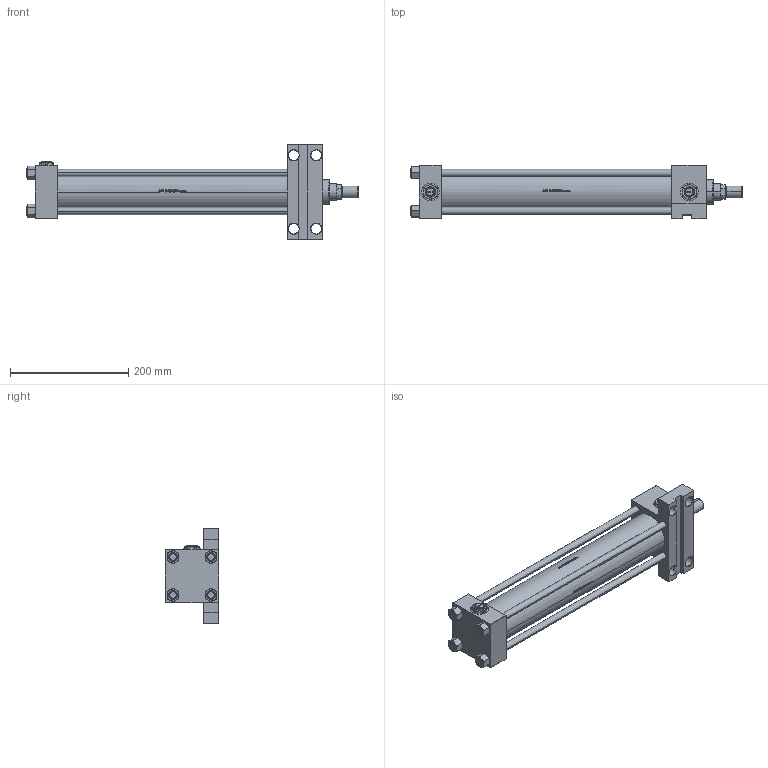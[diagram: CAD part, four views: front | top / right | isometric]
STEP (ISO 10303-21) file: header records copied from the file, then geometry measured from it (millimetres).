
FILE_DESCRIPTION (( 'STEP AP203' ), '1' );
FILE_NAME ('b6c0.STEP', '2022-06-01T06:21:31', ( '' ), ( '' ), 'SwSTEP 2.0', 'SolidWorks 2019', '' );
FILE_SCHEMA (( 'CONFIG_CONTROL_DESIGN' ));
Length unit declared in the file: millimetre
Products named in the file (8): V215_VC_A 77d3dd6c19d8f5015fd0edd06ccb384f; NUT_M5_F 77d3dd6c19d8f5015fd0edd06ccb384f; V215CR_F_Body 77d3dd6c19d8f5015fd0edd06ccb384f; V215CR_VCP_F 77d3dd6c19d8f5015fd0edd06ccb384f; Zatka_pro_OIL_PORT 77d3dd6c19d8f5015fd0edd06ccb384f; ROD_END_AH 77d3dd6c19d8f5015fd0edd06ccb384f; V215CR_F_TYCINKA 77d3dd6c19d8f5015fd0edd06ccb384f; b6c0
Assembly tree (14 placements, depth 2):
  b6c0
    V215CR_F_Body 77d3dd6c19d8f5015fd0edd06ccb384f
    V215CR_VCP_F 77d3dd6c19d8f5015fd0edd06ccb384f
    V215CR_F_TYCINKA 77d3dd6c19d8f5015fd0edd06ccb384f  x4
    NUT_M5_F 77d3dd6c19d8f5015fd0edd06ccb384f  x4
    V215_VC_A 77d3dd6c19d8f5015fd0edd06ccb384f
    ROD_END_AH 77d3dd6c19d8f5015fd0edd06ccb384f
    Zatka_pro_OIL_PORT 77d3dd6c19d8f5015fd0edd06ccb384f  x2
Bounding box: 561 x 90 x 160 mm (x, y, z)
Volume: 1578795.1 mm3; surface area: 417089 mm2
Topology: 14 solids, 14 shells, 1231 faces, 3084 edges, 1972 vertices
Faces by surface type: plane 492, bspline 380, cone 198, cylinder 151, torus 10
Entity records: 50865 total; most frequent: CARTESIAN_POINT 26752, ORIENTED_EDGE 5468, DIRECTION 3524, EDGE_CURVE 2734, VERTEX_POINT 1770, VECTOR 1382, LINE 1382, EDGE_LOOP 1182
